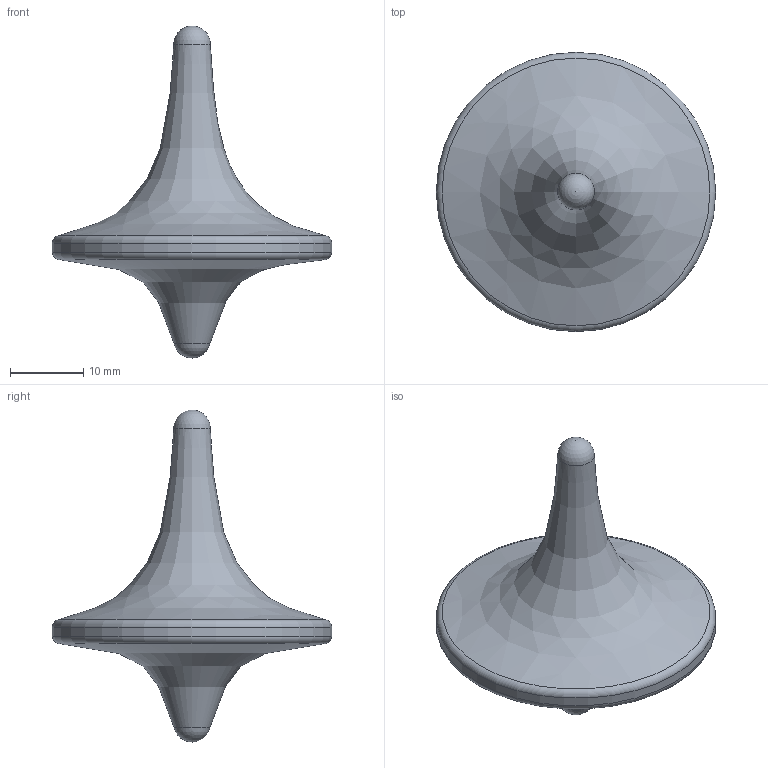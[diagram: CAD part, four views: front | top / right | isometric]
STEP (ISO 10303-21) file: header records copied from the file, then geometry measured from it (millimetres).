
FILE_DESCRIPTION(/* description */ ('STEP AP242','CAx-IF Rec.Pracs.---Representation and Presentation of Product Manufacturing Information (PMI)---4.0---2014-10-13','CAx-IF Rec.Pracs.---3D Tessellated Geometry---0.4---2014-09-14','2;1'),/* implementation_level */ '2;1');
FILE_NAME(/* name */ '6577ba4a1143454a7f1d7309',/* time_stamp */ '2023-12-12T01:41:30Z',/* author */ (''),/* organization */ (''),/* preprocessor_version */ 'ST-DEVELOPER v19.4',/* originating_system */ ' ',/* authorisation */ ' ');
FILE_SCHEMA (('AP242_MANAGED_MODEL_BASED_3D_ENGINEERING_MIM_LF { 1 0 10303 442 1 1 4 }'));
Length unit declared in the file: metre
Products named in the file (1): Top V2
Bounding box: 38.1 x 38.1 x 45.28 mm (x, y, z)
Volume: 8934.6 mm3; surface area: 3249.4 mm2
Topology: 1 solids, 1 shells, 7 faces, 18 edges, 11 vertices
Faces by surface type: bspline 2, sphere 2, torus 2, cylinder 1
Full cylindrical faces by diameter (mm): 38.1 x1
Entity records: 528 total; most frequent: CARTESIAN_POINT 398, DIRECTION 24, ORIENTED_EDGE 12, EDGE_LOOP 12, FACE_BOUND 12, AXIS2_PLACEMENT_3D 12, ADVANCED_FACE 7, EDGE_CURVE 6
